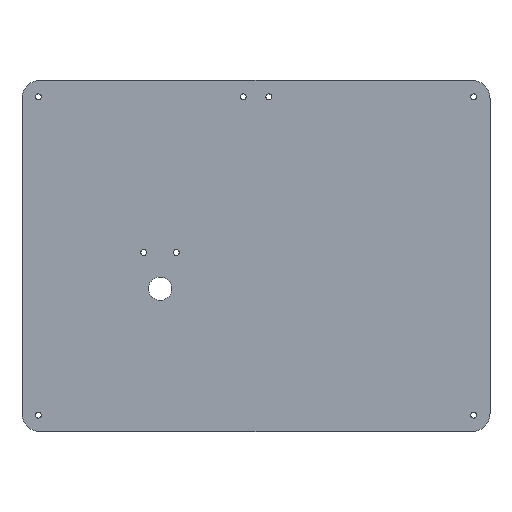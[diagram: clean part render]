
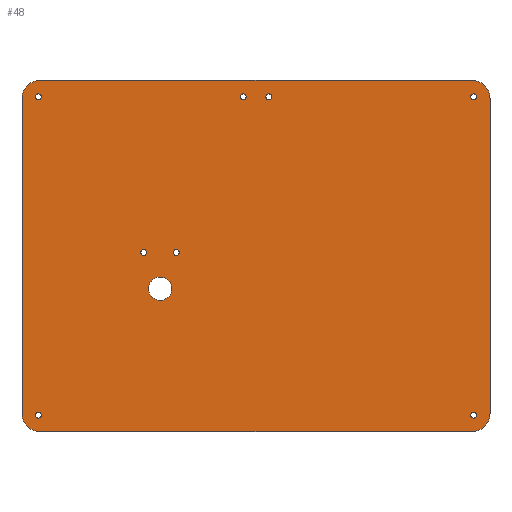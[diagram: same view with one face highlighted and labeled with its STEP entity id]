
A CAD part, front view. The second image highlights one B-rep face of the part: STEP entity #48.
In plain terms, the highlighted planar face has unit normal (0, -1, 0).
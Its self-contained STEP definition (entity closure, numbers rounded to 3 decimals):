
#48=ADVANCED_FACE('',(#219,#221,#223,#225,#227,#229,#231,#233,#235,#237),#239,.T.);
#219=FACE_BOUND('',#220,.T.);
#220=EDGE_LOOP('',(#406,#407,#408,#409,#410,#411,#412,#413));
#221=FACE_BOUND('',#222,.T.);
#222=EDGE_LOOP('',(#414));
#223=FACE_BOUND('',#224,.T.);
#224=EDGE_LOOP('',(#415));
#225=FACE_BOUND('',#226,.T.);
#226=EDGE_LOOP('',(#416));
#227=FACE_BOUND('',#228,.T.);
#228=EDGE_LOOP('',(#417));
#229=FACE_BOUND('',#230,.T.);
#230=EDGE_LOOP('',(#418));
#231=FACE_BOUND('',#232,.T.);
#232=EDGE_LOOP('',(#419));
#233=FACE_BOUND('',#234,.T.);
#234=EDGE_LOOP('',(#420));
#235=FACE_BOUND('',#236,.T.);
#236=EDGE_LOOP('',(#421));
#237=FACE_BOUND('',#238,.T.);
#238=EDGE_LOOP('',(#422));
#239=PLANE('',#240);
#240=AXIS2_PLACEMENT_3D('',#241,#242,#243);
#241=CARTESIAN_POINT('',(0.,-10.,0.));
#242=DIRECTION('',(0.,-1.,0.));
#243=DIRECTION('',(1.,0.,0.));
#406=ORIENTED_EDGE('',*,*,#490,.T.);
#407=ORIENTED_EDGE('',*,*,#491,.T.);
#408=ORIENTED_EDGE('',*,*,#492,.T.);
#409=ORIENTED_EDGE('',*,*,#493,.T.);
#410=ORIENTED_EDGE('',*,*,#494,.T.);
#411=ORIENTED_EDGE('',*,*,#495,.T.);
#412=ORIENTED_EDGE('',*,*,#496,.T.);
#413=ORIENTED_EDGE('',*,*,#497,.T.);
#414=ORIENTED_EDGE('',*,*,#498,.T.);
#415=ORIENTED_EDGE('',*,*,#499,.T.);
#416=ORIENTED_EDGE('',*,*,#500,.T.);
#417=ORIENTED_EDGE('',*,*,#501,.T.);
#418=ORIENTED_EDGE('',*,*,#502,.T.);
#419=ORIENTED_EDGE('',*,*,#503,.T.);
#420=ORIENTED_EDGE('',*,*,#504,.T.);
#421=ORIENTED_EDGE('',*,*,#505,.T.);
#422=ORIENTED_EDGE('',*,*,#506,.T.);
#490=EDGE_CURVE('',#532,#533,#534,.T.);
#491=EDGE_CURVE('',#533,#535,#536,.T.);
#492=EDGE_CURVE('',#535,#537,#538,.T.);
#493=EDGE_CURVE('',#537,#539,#540,.T.);
#494=EDGE_CURVE('',#539,#541,#542,.T.);
#495=EDGE_CURVE('',#541,#543,#544,.T.);
#496=EDGE_CURVE('',#543,#545,#546,.T.);
#497=EDGE_CURVE('',#545,#532,#547,.T.);
#498=EDGE_CURVE('',#548,#548,#549,.T.);
#499=EDGE_CURVE('',#550,#550,#551,.T.);
#500=EDGE_CURVE('',#552,#552,#553,.F.);
#501=EDGE_CURVE('',#554,#554,#555,.F.);
#502=EDGE_CURVE('',#556,#556,#557,.F.);
#503=EDGE_CURVE('',#558,#558,#559,.F.);
#504=EDGE_CURVE('',#560,#560,#561,.F.);
#505=EDGE_CURVE('',#562,#562,#563,.F.);
#506=EDGE_CURVE('',#564,#564,#565,.T.);
#532=VERTEX_POINT('',#608);
#533=VERTEX_POINT('',#609);
#534=LINE('',#610,#611);
#535=VERTEX_POINT('',#613);
#536=CIRCLE('',#614,15.);
#537=VERTEX_POINT('',#618);
#538=LINE('',#619,#620);
#539=VERTEX_POINT('',#622);
#540=CIRCLE('',#623,15.);
#541=VERTEX_POINT('',#627);
#542=LINE('',#628,#629);
#543=VERTEX_POINT('',#631);
#544=CIRCLE('',#632,15.);
#545=VERTEX_POINT('',#636);
#546=LINE('',#637,#638);
#547=CIRCLE('',#640,15.);
#548=VERTEX_POINT('',#644);
#549=CIRCLE('',#645,2.5);
#550=VERTEX_POINT('',#649);
#551=CIRCLE('',#650,2.5);
#552=VERTEX_POINT('',#654);
#553=CIRCLE('',#655,2.5);
#554=VERTEX_POINT('',#659);
#555=CIRCLE('',#660,2.5);
#556=VERTEX_POINT('',#664);
#557=CIRCLE('',#665,2.5);
#558=VERTEX_POINT('',#669);
#559=CIRCLE('',#670,2.5);
#560=VERTEX_POINT('',#674);
#561=CIRCLE('',#675,2.5);
#562=VERTEX_POINT('',#679);
#563=CIRCLE('',#680,2.5);
#564=VERTEX_POINT('',#684);
#565=CIRCLE('',#685,10.);
#608=CARTESIAN_POINT('',(185.,-10.,150.));
#609=CARTESIAN_POINT('',(-185.,-10.,150.));
#610=CARTESIAN_POINT('',(185.,-10.,150.));
#611=VECTOR('',#612,1.);
#612=DIRECTION('',(-1.,0.,0.));
#613=CARTESIAN_POINT('',(-200.,-10.,135.));
#614=AXIS2_PLACEMENT_3D('',#615,#616,#617);
#615=CARTESIAN_POINT('',(-185.,-10.,135.));
#616=DIRECTION('',(0.,-1.,0.));
#617=DIRECTION('',(0.,0.,1.));
#618=CARTESIAN_POINT('',(-200.,-10.,-135.));
#619=CARTESIAN_POINT('',(-200.,-10.,135.));
#620=VECTOR('',#621,1.);
#621=DIRECTION('',(0.,0.,-1.));
#622=CARTESIAN_POINT('',(-185.,-10.,-150.));
#623=AXIS2_PLACEMENT_3D('',#624,#625,#626);
#624=CARTESIAN_POINT('',(-185.,-10.,-135.));
#625=DIRECTION('',(0.,-1.,0.));
#626=DIRECTION('',(-1.,0.,0.));
#627=CARTESIAN_POINT('',(185.,-10.,-150.));
#628=CARTESIAN_POINT('',(-185.,-10.,-150.));
#629=VECTOR('',#630,1.);
#630=DIRECTION('',(1.,0.,0.));
#631=CARTESIAN_POINT('',(200.,-10.,-135.));
#632=AXIS2_PLACEMENT_3D('',#633,#634,#635);
#633=CARTESIAN_POINT('',(185.,-10.,-135.));
#634=DIRECTION('',(0.,-1.,0.));
#635=DIRECTION('',(0.,0.,-1.));
#636=CARTESIAN_POINT('',(200.,-10.,135.));
#637=CARTESIAN_POINT('',(200.,-10.,-135.));
#638=VECTOR('',#639,1.);
#639=DIRECTION('',(0.,0.,1.));
#640=AXIS2_PLACEMENT_3D('',#641,#642,#643);
#641=CARTESIAN_POINT('',(185.,-10.,135.));
#642=DIRECTION('',(0.,-1.,0.));
#643=DIRECTION('',(1.,0.,0.));
#644=CARTESIAN_POINT('',(-70.5,-10.,3.));
#645=AXIS2_PLACEMENT_3D('',#646,#647,#648);
#646=CARTESIAN_POINT('',(-68.,-10.,3.));
#647=DIRECTION('',(0.,1.,0.));
#648=DIRECTION('',(-1.,0.,0.));
#649=CARTESIAN_POINT('',(-98.5,-10.,3.));
#650=AXIS2_PLACEMENT_3D('',#651,#652,#653);
#651=CARTESIAN_POINT('',(-96.,-10.,3.));
#652=DIRECTION('',(0.,1.,0.));
#653=DIRECTION('',(-1.,0.,0.));
#654=CARTESIAN_POINT('',(-183.547,-10.,-136.047));
#655=AXIS2_PLACEMENT_3D('',#656,#657,#658);
#656=CARTESIAN_POINT('',(-186.047,-10.,-136.047));
#657=DIRECTION('',(0.,-1.,0.));
#658=DIRECTION('',(1.,0.,0.));
#659=CARTESIAN_POINT('',(-183.547,-10.,136.047));
#660=AXIS2_PLACEMENT_3D('',#661,#662,#663);
#661=CARTESIAN_POINT('',(-186.047,-10.,136.047));
#662=DIRECTION('',(0.,-1.,0.));
#663=DIRECTION('',(1.,0.,0.));
#664=CARTESIAN_POINT('',(-8.401,-10.,136.076));
#665=AXIS2_PLACEMENT_3D('',#666,#667,#668);
#666=CARTESIAN_POINT('',(-10.901,-10.,136.076));
#667=DIRECTION('',(0.,-1.,0.));
#668=DIRECTION('',(1.,0.,0.));
#669=CARTESIAN_POINT('',(13.476,-10.,136.076));
#670=AXIS2_PLACEMENT_3D('',#671,#672,#673);
#671=CARTESIAN_POINT('',(10.976,-10.,136.076));
#672=DIRECTION('',(0.,-1.,0.));
#673=DIRECTION('',(1.,0.,0.));
#674=CARTESIAN_POINT('',(188.547,-10.,-136.047));
#675=AXIS2_PLACEMENT_3D('',#676,#677,#678);
#676=CARTESIAN_POINT('',(186.047,-10.,-136.047));
#677=DIRECTION('',(0.,-1.,0.));
#678=DIRECTION('',(1.,0.,0.));
#679=CARTESIAN_POINT('',(188.547,-10.,136.047));
#680=AXIS2_PLACEMENT_3D('',#681,#682,#683);
#681=CARTESIAN_POINT('',(186.047,-10.,136.047));
#682=DIRECTION('',(0.,-1.,0.));
#683=DIRECTION('',(1.,0.,0.));
#684=CARTESIAN_POINT('',(-92.,-10.,-28.));
#685=AXIS2_PLACEMENT_3D('',#686,#687,#688);
#686=CARTESIAN_POINT('',(-82.,-10.,-28.));
#687=DIRECTION('',(0.,1.,0.));
#688=DIRECTION('',(-1.,0.,0.));
